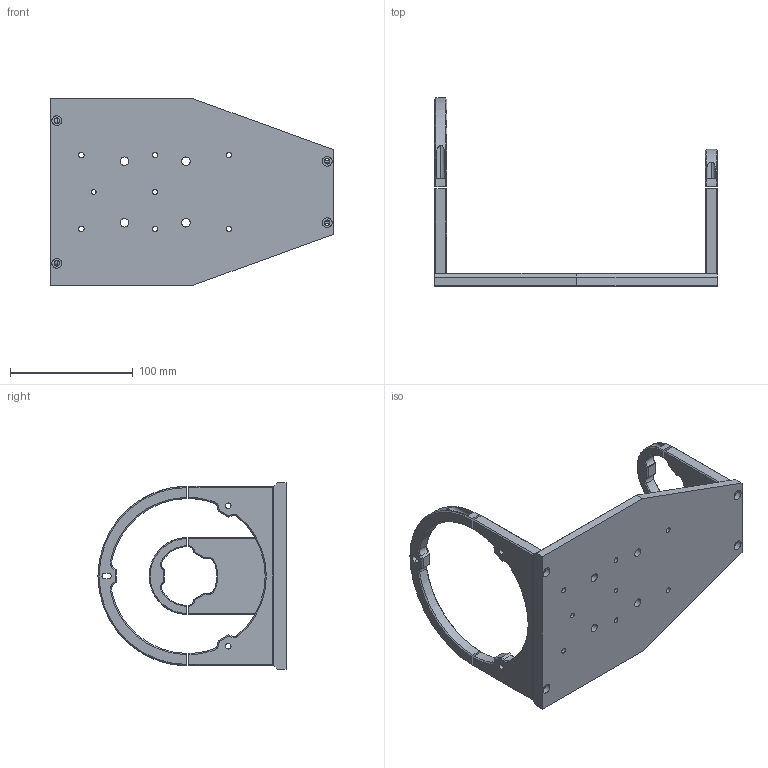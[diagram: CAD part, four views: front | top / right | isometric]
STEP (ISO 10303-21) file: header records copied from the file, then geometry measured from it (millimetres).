
FILE_DESCRIPTION (( 'STEP AP214' ), '1' );
FILE_NAME ('CMHO80.STEP', '2013-04-05T09:53:04', ( 'Work' ), ( '' ), 'SwSTEP 2.0', 'SolidWorks 2012', '' );
FILE_SCHEMA (( 'AUTOMOTIVE_DESIGN' ));
Length unit declared in the file: millimetre
Products named in the file (1): CMHO80
Bounding box: 230 x 153 x 152 mm (x, y, z)
Surface area: 101961.9 mm2 (no closed solid volume)
Topology: 0 solids, 5 shells, 259 faces, 690 edges, 448 vertices
Faces by surface type: plane 117, cylinder 94, cone 48
Entity records: 11192 total; most frequent: CARTESIAN_POINT 1638, DIRECTION 1444, ORIENTED_EDGE 1312, EDGE_CURVE 690, AXIS2_PLACEMENT_3D 532, VERTEX_POINT 448, LINE 380, VECTOR 380
